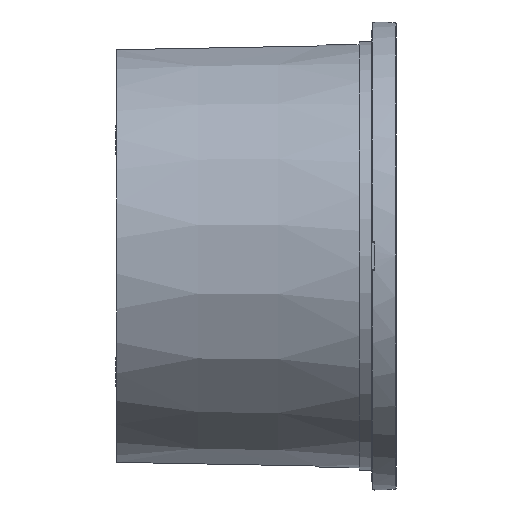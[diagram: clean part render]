
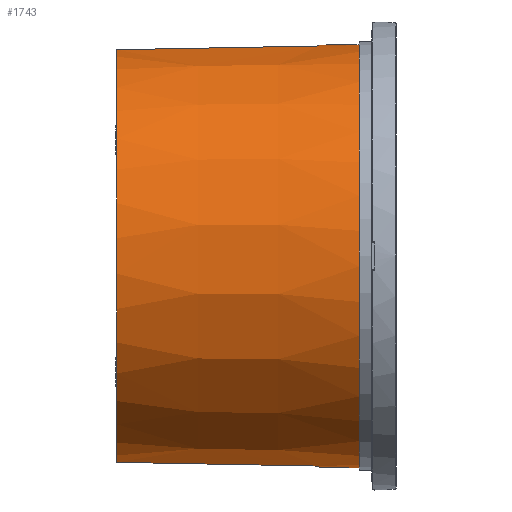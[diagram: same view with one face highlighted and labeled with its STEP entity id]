
A CAD part, left-side view. The second image highlights one B-rep face of the part: STEP entity #1743.
In plain terms, the highlighted conical face has half-angle 1 degrees and reference radius 82.399 mm.
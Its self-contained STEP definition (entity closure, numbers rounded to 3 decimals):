
#277=FACE_BOUND('',#3227,.T.);
#278=FACE_BOUND('',#3228,.T.);
#417=CONICAL_SURFACE('',#11172,82.399,1.);
#665=B_SPLINE_CURVE_WITH_KNOTS('',3,(#18918,#18919,#18920,#18921,#18922,
#18923,#18924,#18925,#18926,#18927),.UNSPECIFIED.,.F.,.F.,(4,2,2,2,4),(0.,
0.026,0.128,0.536,1.),.UNSPECIFIED.);
#666=B_SPLINE_CURVE_WITH_KNOTS('',3,(#18928,#18929,#18930,#18931,#18932,
#18933,#18934,#18935,#18936,#18937),.UNSPECIFIED.,.F.,.F.,(4,2,2,2,4),(0.,
0.026,0.128,0.536,1.),
 .UNSPECIFIED.);
#667=B_SPLINE_CURVE_WITH_KNOTS('',3,(#18941,#18942,#18943,#18944,#18945,
#18946,#18947,#18948,#18949,#18950),.UNSPECIFIED.,.F.,.F.,(4,2,2,2,4),(0.,
0.026,0.128,0.536,1.),.UNSPECIFIED.);
#668=B_SPLINE_CURVE_WITH_KNOTS('',3,(#18951,#18952,#18953,#18954,#18955,
#18956,#18957,#18958,#18959,#18960),.UNSPECIFIED.,.F.,.F.,(4,2,2,2,4),(0.,
0.026,0.128,0.536,1.),
 .UNSPECIFIED.);
#1112=CIRCLE('',#11098,81.961);
#1113=CIRCLE('',#11101,81.961);
#1172=CIRCLE('',#11169,80.594);
#1173=CIRCLE('',#11170,80.594);
#1174=CIRCLE('',#11171,82.235);
#1743=ADVANCED_FACE('',(#277,#278),#417,.T.);
#3227=EDGE_LOOP('',(#5713,#5714,#5715,#5716,#5717,#5718,#5719,#5720));
#3228=EDGE_LOOP('',(#5721));
#5713=ORIENTED_EDGE('',*,*,#8710,.T.);
#5714=ORIENTED_EDGE('',*,*,#8711,.T.);
#5715=ORIENTED_EDGE('',*,*,#8578,.T.);
#5716=ORIENTED_EDGE('',*,*,#8712,.T.);
#5717=ORIENTED_EDGE('',*,*,#8713,.T.);
#5718=ORIENTED_EDGE('',*,*,#8714,.T.);
#5719=ORIENTED_EDGE('',*,*,#8572,.T.);
#5720=ORIENTED_EDGE('',*,*,#8715,.T.);
#5721=ORIENTED_EDGE('',*,*,#8716,.T.);
#7198=VERTEX_POINT('',#18420);
#7199=VERTEX_POINT('',#18422);
#7204=VERTEX_POINT('',#18456);
#7205=VERTEX_POINT('',#18457);
#7327=VERTEX_POINT('',#18916);
#7328=VERTEX_POINT('',#18917);
#7329=VERTEX_POINT('',#18938);
#7330=VERTEX_POINT('',#18940);
#7331=VERTEX_POINT('',#18962);
#8572=EDGE_CURVE('',#7199,#7198,#1112,.T.);
#8578=EDGE_CURVE('',#7204,#7205,#1113,.T.);
#8710=EDGE_CURVE('',#7327,#7328,#1172,.T.);
#8711=EDGE_CURVE('',#7328,#7204,#665,.T.);
#8712=EDGE_CURVE('',#7205,#7329,#666,.T.);
#8713=EDGE_CURVE('',#7329,#7330,#1173,.T.);
#8714=EDGE_CURVE('',#7330,#7199,#667,.T.);
#8715=EDGE_CURVE('',#7198,#7327,#668,.T.);
#8716=EDGE_CURVE('',#7331,#7331,#1174,.T.);
#11098=AXIS2_PLACEMENT_3D('',#18421,#13346,#13347);
#11101=AXIS2_PLACEMENT_3D('',#18455,#13354,#13355);
#11169=AXIS2_PLACEMENT_3D('',#18915,#13535,#13536);
#11170=AXIS2_PLACEMENT_3D('',#18939,#13537,#13538);
#11171=AXIS2_PLACEMENT_3D('',#18961,#13539,#13540);
#11172=AXIS2_PLACEMENT_3D('',#18963,#13541,#13542);
#13346=DIRECTION('',(0.,-1.,0.));
#13347=DIRECTION('',(0.,0.,1.));
#13354=DIRECTION('',(0.,-1.,0.));
#13355=DIRECTION('',(0.,0.,1.));
#13535=DIRECTION('',(0.,-1.,0.));
#13536=DIRECTION('',(0.,0.,-1.));
#13537=DIRECTION('',(0.,-1.,0.));
#13538=DIRECTION('',(0.,0.,-1.));
#13539=DIRECTION('',(0.,1.,0.));
#13540=DIRECTION('',(0.,0.,-1.));
#13541=DIRECTION('',(0.,-1.,0.));
#13542=DIRECTION('',(0.,0.,1.));
#18420=CARTESIAN_POINT('',(-287.607,-0.449,155.565));
#18421=CARTESIAN_POINT('',(-279.508,-0.449,74.005));
#18422=CARTESIAN_POINT('',(-271.41,-0.449,155.565));
#18455=CARTESIAN_POINT('',(-279.508,-0.449,74.005));
#18456=CARTESIAN_POINT('',(-287.607,-0.449,-7.555));
#18457=CARTESIAN_POINT('',(-271.41,-0.449,-7.555));
#18915=CARTESIAN_POINT('',(-279.508,77.851,74.005));
#18916=CARTESIAN_POINT('',(-288.301,77.851,154.118));
#18917=CARTESIAN_POINT('',(-288.301,77.851,-6.108));
#18918=CARTESIAN_POINT('',(-288.301,77.851,-6.108));
#18919=CARTESIAN_POINT('',(-288.295,77.184,-6.121));
#18920=CARTESIAN_POINT('',(-288.289,76.518,-6.133));
#18921=CARTESIAN_POINT('',(-288.259,73.185,-6.195));
#18922=CARTESIAN_POINT('',(-288.236,70.519,-6.244));
#18923=CARTESIAN_POINT('',(-288.118,57.189,-6.491));
#18924=CARTESIAN_POINT('',(-288.023,46.524,-6.688));
#18925=CARTESIAN_POINT('',(-287.822,23.757,-7.109));
#18926=CARTESIAN_POINT('',(-287.714,11.654,-7.332));
#18927=CARTESIAN_POINT('',(-287.607,-0.449,-7.555));
#18928=CARTESIAN_POINT('',(-271.41,-0.449,-7.555));
#18929=CARTESIAN_POINT('',(-271.404,0.218,-7.543));
#18930=CARTESIAN_POINT('',(-271.398,0.884,-7.53));
#18931=CARTESIAN_POINT('',(-271.368,4.217,-7.469));
#18932=CARTESIAN_POINT('',(-271.345,6.883,-7.42));
#18933=CARTESIAN_POINT('',(-271.227,20.213,-7.174));
#18934=CARTESIAN_POINT('',(-271.132,30.878,-6.977));
#18935=CARTESIAN_POINT('',(-270.931,53.645,-6.557));
#18936=CARTESIAN_POINT('',(-270.823,65.748,-6.333));
#18937=CARTESIAN_POINT('',(-270.716,77.851,-6.108));
#18938=CARTESIAN_POINT('',(-270.716,77.851,-6.108));
#18939=CARTESIAN_POINT('',(-279.508,77.851,74.005));
#18940=CARTESIAN_POINT('',(-270.716,77.851,154.118));
#18941=CARTESIAN_POINT('',(-270.716,77.851,154.118));
#18942=CARTESIAN_POINT('',(-270.722,77.184,154.13));
#18943=CARTESIAN_POINT('',(-270.728,76.518,154.143));
#18944=CARTESIAN_POINT('',(-270.758,73.185,154.204));
#18945=CARTESIAN_POINT('',(-270.781,70.519,154.254));
#18946=CARTESIAN_POINT('',(-270.899,57.189,154.501));
#18947=CARTESIAN_POINT('',(-270.994,46.524,154.698));
#18948=CARTESIAN_POINT('',(-271.195,23.757,155.118));
#18949=CARTESIAN_POINT('',(-271.303,11.654,155.342));
#18950=CARTESIAN_POINT('',(-271.41,-0.449,155.565));
#18951=CARTESIAN_POINT('',(-287.607,-0.449,155.565));
#18952=CARTESIAN_POINT('',(-287.613,0.218,155.552));
#18953=CARTESIAN_POINT('',(-287.619,0.884,155.54));
#18954=CARTESIAN_POINT('',(-287.648,4.217,155.479));
#18955=CARTESIAN_POINT('',(-287.672,6.883,155.43));
#18956=CARTESIAN_POINT('',(-287.79,20.213,155.184));
#18957=CARTESIAN_POINT('',(-287.885,30.878,154.987));
#18958=CARTESIAN_POINT('',(-288.086,53.645,154.566));
#18959=CARTESIAN_POINT('',(-288.194,65.748,154.342));
#18960=CARTESIAN_POINT('',(-288.301,77.851,154.118));
#18961=CARTESIAN_POINT('',(-279.508,-16.149,74.005));
#18962=CARTESIAN_POINT('',(-279.508,-16.149,-8.23));
#18963=CARTESIAN_POINT('',(-279.508,-25.555,74.005));
